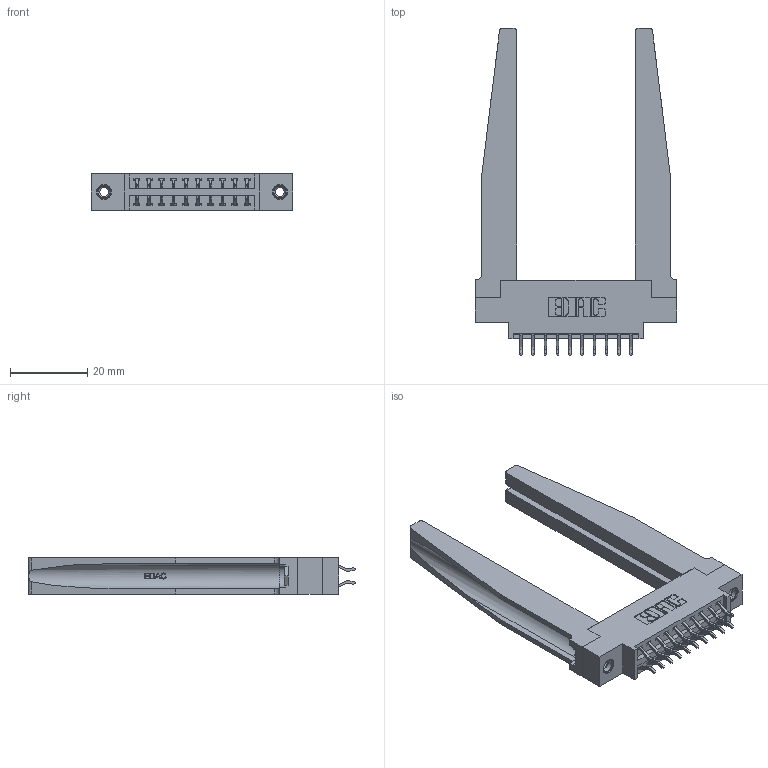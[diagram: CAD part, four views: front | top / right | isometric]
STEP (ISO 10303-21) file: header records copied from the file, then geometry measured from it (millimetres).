
FILE_DESCRIPTION (( 'STEP AP203' ), '1' );
FILE_NAME ('346-020-556-878.STEP', '2022-05-18T19:53:29', ( '' ), ( '' ), 'SwSTEP 2.0', 'SolidWorks 2020', '' );
FILE_SCHEMA (( 'CONFIG_CONTROL_DESIGN' ));
Length unit declared in the file: inch
Products named in the file (5): 346-020-556-878; 345-250-001_345-250-001-102; 345-292-001_556 Tail; 346 Part_0.170 Offset - 0.156 Dia-TH; 346-220-078_345-220-078
Assembly tree (25 placements, depth 2):
  346-020-556-878
    346 Part_0.170 Offset - 0.156 Dia-TH
    345-292-001_556 Tail  x20
    346-220-078_345-220-078  x2
    345-250-001_345-250-001-102  x2
Bounding box: 52.32 x 84.84 x 9.4 mm (x, y, z)
Volume: 11589.1 mm3; surface area: 12663.4 mm2
Topology: 25 solids, 25 shells, 1534 faces, 4445 edges, 2926 vertices
Faces by surface type: plane 1016, cylinder 466, bspline 36, cone 12, torus 4
Entity records: 16350 total; most frequent: CARTESIAN_POINT 3697, ORIENTED_EDGE 2506, DIRECTION 2283, EDGE_CURVE 1253, VECTOR 979, LINE 979, VERTEX_POINT 828, AXIS2_PLACEMENT_3D 652
